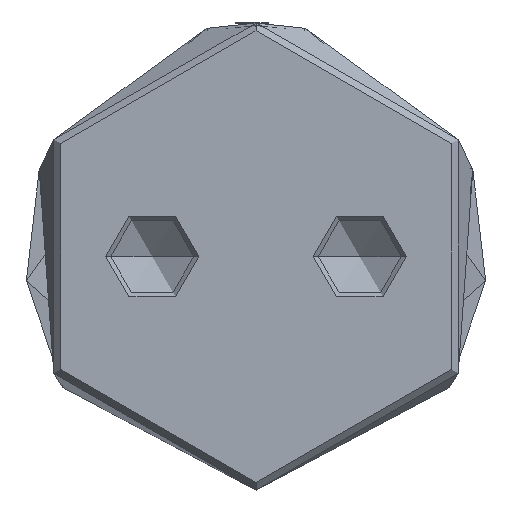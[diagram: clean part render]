
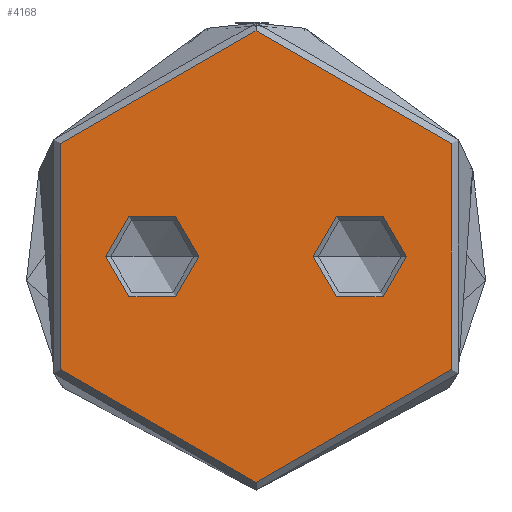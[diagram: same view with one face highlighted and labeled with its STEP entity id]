
A CAD part, front view. The second image highlights one B-rep face of the part: STEP entity #4168.
In plain terms, the highlighted face is planar.
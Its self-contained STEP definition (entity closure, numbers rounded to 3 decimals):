
#52 = CIRCLE ( 'NONE', #435, 21.75 ) ;
#435 = AXIS2_PLACEMENT_3D ( 'NONE', #1360, #4805, #1848 ) ;
#443 = DIRECTION ( 'NONE',  ( 0., 0., 1. ) ) ;
#837 = CIRCLE ( 'NONE', #3470, 4.5 ) ;
#955 = VERTEX_POINT ( 'NONE', #5887 ) ;
#1173 = AXIS2_PLACEMENT_3D ( 'NONE', #1316, #2307, #5675 ) ;
#1186 = VERTEX_POINT ( 'NONE', #4075 ) ;
#1235 = CARTESIAN_POINT ( 'NONE',  ( 0., 21.75, 0. ) ) ;
#1239 = VERTEX_POINT ( 'NONE', #2767 ) ;
#1282 = EDGE_CURVE ( 'NONE', #1936, #1239, #4686, .T. ) ;
#1316 = CARTESIAN_POINT ( 'NONE',  ( 0., 0., 0. ) ) ;
#1360 = CARTESIAN_POINT ( 'NONE',  ( 0., 0., 0. ) ) ;
#1388 = ORIENTED_EDGE ( 'NONE', *, *, #2968, .T. ) ;
#1564 = CIRCLE ( 'NONE', #2534, 4.5 ) ;
#1773 = ORIENTED_EDGE ( 'NONE', *, *, #5509, .T. ) ;
#1848 = DIRECTION ( 'NONE',  ( 0., 1., 0. ) ) ;
#1936 = VERTEX_POINT ( 'NONE', #2622 ) ;
#1956 = FACE_BOUND ( 'NONE', #5279, .T. ) ;
#2005 = EDGE_LOOP ( 'NONE', ( #3254, #6150 ) ) ;
#2050 = CIRCLE ( 'NONE', #2909, 4.5 ) ;
#2091 = AXIS2_PLACEMENT_3D ( 'NONE', #3866, #3857, #4012 ) ;
#2268 = CARTESIAN_POINT ( 'NONE',  ( -10., 0., 0. ) ) ;
#2307 = DIRECTION ( 'NONE',  ( 0., 0., -1. ) ) ;
#2363 = EDGE_CURVE ( 'NONE', #5014, #4710, #5754, .T. ) ;
#2486 = ORIENTED_EDGE ( 'NONE', *, *, #1282, .F. ) ;
#2534 = AXIS2_PLACEMENT_3D ( 'NONE', #5515, #2633, #5966 ) ;
#2622 = CARTESIAN_POINT ( 'NONE',  ( -5.5, 0., 0. ) ) ;
#2633 = DIRECTION ( 'NONE',  ( 0., 0., 1. ) ) ;
#2755 = DIRECTION ( 'NONE',  ( -1., 0., 0. ) ) ;
#2767 = CARTESIAN_POINT ( 'NONE',  ( -14.5, 0., 0. ) ) ;
#2909 = AXIS2_PLACEMENT_3D ( 'NONE', #3410, #443, #3890 ) ;
#2968 = EDGE_CURVE ( 'NONE', #955, #1186, #2050, .T. ) ;
#3254 = ORIENTED_EDGE ( 'NONE', *, *, #2363, .T. ) ;
#3272 = CARTESIAN_POINT ( 'NONE',  ( 0., 0., 0. ) ) ;
#3294 = EDGE_LOOP ( 'NONE', ( #1388, #1773 ) ) ;
#3310 = FACE_OUTER_BOUND ( 'NONE', #2005, .T. ) ;
#3410 = CARTESIAN_POINT ( 'NONE',  ( 10., 0., 0. ) ) ;
#3470 = AXIS2_PLACEMENT_3D ( 'NONE', #2268, #5621, #2755 ) ;
#3662 = CARTESIAN_POINT ( 'NONE',  ( 0., -21.75, 0. ) ) ;
#3749 = EDGE_CURVE ( 'NONE', #4710, #5014, #52, .T. ) ;
#3857 = DIRECTION ( 'NONE',  ( 0., 0., -1. ) ) ;
#3866 = CARTESIAN_POINT ( 'NONE',  ( -10., 0., 0. ) ) ;
#3890 = DIRECTION ( 'NONE',  ( 1., 0., 0. ) ) ;
#4012 = DIRECTION ( 'NONE',  ( -1., 0., 0. ) ) ;
#4075 = CARTESIAN_POINT ( 'NONE',  ( 5.5, 0., 0. ) ) ;
#4168 = ADVANCED_FACE ( 'NONE', ( #4731, #1956, #3310 ), #5211, .T. ) ;
#4686 = CIRCLE ( 'NONE', #2091, 4.5 ) ;
#4710 = VERTEX_POINT ( 'NONE', #1235 ) ;
#4731 = FACE_BOUND ( 'NONE', #3294, .T. ) ;
#4805 = DIRECTION ( 'NONE',  ( 0., 0., -1. ) ) ;
#5014 = VERTEX_POINT ( 'NONE', #3662 ) ;
#5093 = EDGE_CURVE ( 'NONE', #1239, #1936, #837, .T. ) ;
#5190 = AXIS2_PLACEMENT_3D ( 'NONE', #3272, #6050, #6091 ) ;
#5211 = PLANE ( 'NONE',  #1173 ) ;
#5279 = EDGE_LOOP ( 'NONE', ( #6142, #2486 ) ) ;
#5509 = EDGE_CURVE ( 'NONE', #1186, #955, #1564, .T. ) ;
#5515 = CARTESIAN_POINT ( 'NONE',  ( 10., 0., 0. ) ) ;
#5621 = DIRECTION ( 'NONE',  ( 0., 0., -1. ) ) ;
#5675 = DIRECTION ( 'NONE',  ( 0., 1., 0. ) ) ;
#5754 = CIRCLE ( 'NONE', #5190, 21.75 ) ;
#5887 = CARTESIAN_POINT ( 'NONE',  ( 14.5, 0., 0. ) ) ;
#5966 = DIRECTION ( 'NONE',  ( 1., 0., 0. ) ) ;
#6050 = DIRECTION ( 'NONE',  ( 0., 0., -1. ) ) ;
#6091 = DIRECTION ( 'NONE',  ( 0., 1., 0. ) ) ;
#6142 = ORIENTED_EDGE ( 'NONE', *, *, #5093, .F. ) ;
#6150 = ORIENTED_EDGE ( 'NONE', *, *, #3749, .T. ) ;
